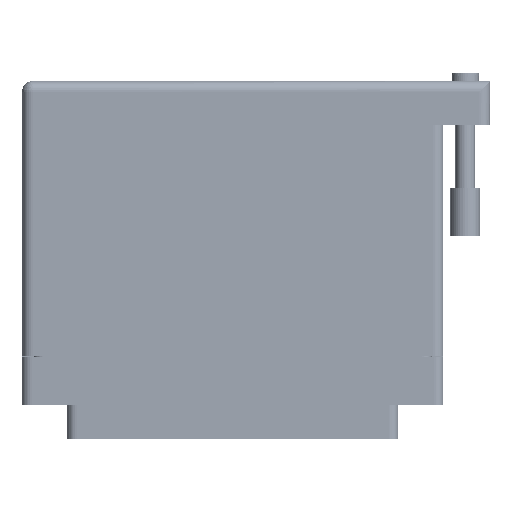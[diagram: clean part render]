
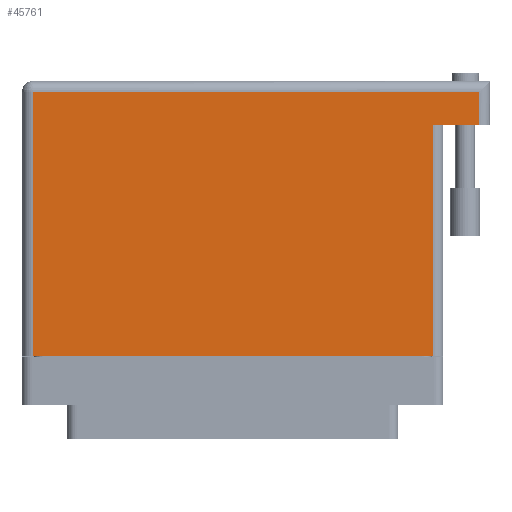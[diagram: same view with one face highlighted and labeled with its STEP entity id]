
A CAD part, front view. The second image highlights one B-rep face of the part: STEP entity #45761.
In plain terms, the highlighted face is planar.
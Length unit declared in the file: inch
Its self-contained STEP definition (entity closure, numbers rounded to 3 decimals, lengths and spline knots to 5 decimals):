
#1506 = DIRECTION ( 'NONE',  ( -1., 0., 0. ) ) ;
#1897 = EDGE_CURVE ( 'NONE', #33266, #40423, #23432, .T. ) ;
#2375 = DIRECTION ( 'NONE',  ( 0., 1., 0. ) ) ;
#5703 = EDGE_CURVE ( 'NONE', #37815, #38054, #22085, .T. ) ;
#8594 = CARTESIAN_POINT ( 'NONE',  ( 1.289, 1.395, 0.617 ) ) ;
#9994 = ORIENTED_EDGE ( 'NONE', *, *, #46124, .T. ) ;
#17025 = CARTESIAN_POINT ( 'NONE',  ( -1.359, 1.675, 0.617 ) ) ;
#17269 = PLANE ( 'NONE',  #62272 ) ;
#17458 = VECTOR ( 'NONE', #68207, 39.37008 ) ;
#17754 = DIRECTION ( 'NONE',  ( 0., 0., -1. ) ) ;
#17820 = EDGE_CURVE ( 'NONE', #33819, #30227, #71220, .T. ) ;
#18441 = FACE_OUTER_BOUND ( 'NONE', #20963, .T. ) ;
#18833 = VECTOR ( 'NONE', #19395, 39.37008 ) ;
#19395 = DIRECTION ( 'NONE',  ( 0., 1., 0. ) ) ;
#19580 = ORIENTED_EDGE ( 'NONE', *, *, #17820, .T. ) ;
#19974 = CARTESIAN_POINT ( 'NONE',  ( 1.289, -0.1, 0.617 ) ) ;
#20207 = CARTESIAN_POINT ( 'NONE',  ( 1.659, 1.395, 0.617 ) ) ;
#20963 = EDGE_LOOP ( 'NONE', ( #50649, #52443, #43598, #39239, #19580, #9994 ) ) ;
#22085 = LINE ( 'NONE', #25086, #56009 ) ;
#23432 = LINE ( 'NONE', #20207, #35845 ) ;
#25086 = CARTESIAN_POINT ( 'NONE',  ( -1.359, -0.1, 0.617 ) ) ;
#25191 = CARTESIAN_POINT ( 'NONE',  ( 1.589, 1.395, 0.617 ) ) ;
#30227 = VERTEX_POINT ( 'NONE', #40546 ) ;
#31697 = DIRECTION ( 'NONE',  ( -1., 0., 0. ) ) ;
#33266 = VERTEX_POINT ( 'NONE', #25191 ) ;
#33819 = VERTEX_POINT ( 'NONE', #73693 ) ;
#35190 = LINE ( 'NONE', #8594, #42421 ) ;
#35845 = VECTOR ( 'NONE', #31697, 39.37008 ) ;
#37815 = VERTEX_POINT ( 'NONE', #60218 ) ;
#38054 = VERTEX_POINT ( 'NONE', #19974 ) ;
#39239 = ORIENTED_EDGE ( 'NONE', *, *, #46624, .T. ) ;
#40423 = VERTEX_POINT ( 'NONE', #46714 ) ;
#40546 = CARTESIAN_POINT ( 'NONE',  ( -1.289, 1.605, 0.617 ) ) ;
#42421 = VECTOR ( 'NONE', #2375, 39.37008 ) ;
#43598 = ORIENTED_EDGE ( 'NONE', *, *, #1897, .F. ) ;
#45761 = ADVANCED_FACE ( 'NONE', ( #18441 ), #17269, .F. ) ;
#46124 = EDGE_CURVE ( 'NONE', #30227, #37815, #57635, .T. ) ;
#46599 = CARTESIAN_POINT ( 'NONE',  ( -1.359, 1.605, 0.617 ) ) ;
#46624 = EDGE_CURVE ( 'NONE', #33266, #33819, #57338, .T. ) ;
#46714 = CARTESIAN_POINT ( 'NONE',  ( 1.289, 1.395, 0.617 ) ) ;
#50649 = ORIENTED_EDGE ( 'NONE', *, *, #5703, .T. ) ;
#52015 = CARTESIAN_POINT ( 'NONE',  ( -1.289, -0.1, 0.617 ) ) ;
#52443 = ORIENTED_EDGE ( 'NONE', *, *, #59631, .T. ) ;
#56009 = VECTOR ( 'NONE', #65194, 39.37008 ) ;
#57338 = LINE ( 'NONE', #70492, #18833 ) ;
#57635 = LINE ( 'NONE', #52015, #17458 ) ;
#57704 = DIRECTION ( 'NONE',  ( -1., 0., 0. ) ) ;
#59631 = EDGE_CURVE ( 'NONE', #38054, #40423, #35190, .T. ) ;
#60218 = CARTESIAN_POINT ( 'NONE',  ( -1.289, -0.1, 0.617 ) ) ;
#60497 = VECTOR ( 'NONE', #1506, 39.37008 ) ;
#62272 = AXIS2_PLACEMENT_3D ( 'NONE', #17025, #17754, #57704 ) ;
#65194 = DIRECTION ( 'NONE',  ( 1., 0., 0. ) ) ;
#68207 = DIRECTION ( 'NONE',  ( 0., -1., 0. ) ) ;
#70492 = CARTESIAN_POINT ( 'NONE',  ( 1.589, 1.675, 0.617 ) ) ;
#71220 = LINE ( 'NONE', #46599, #60497 ) ;
#73693 = CARTESIAN_POINT ( 'NONE',  ( 1.589, 1.605, 0.617 ) ) ;
